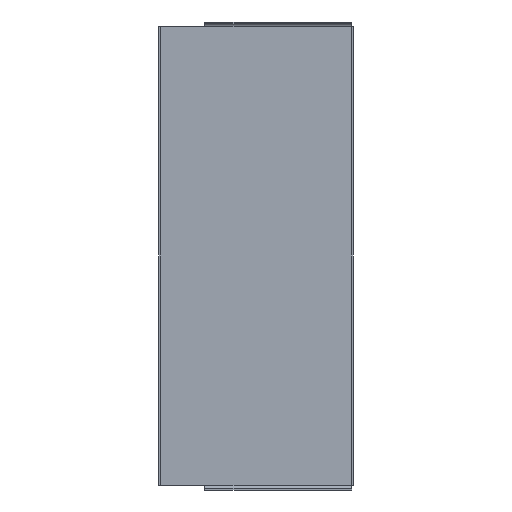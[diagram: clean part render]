
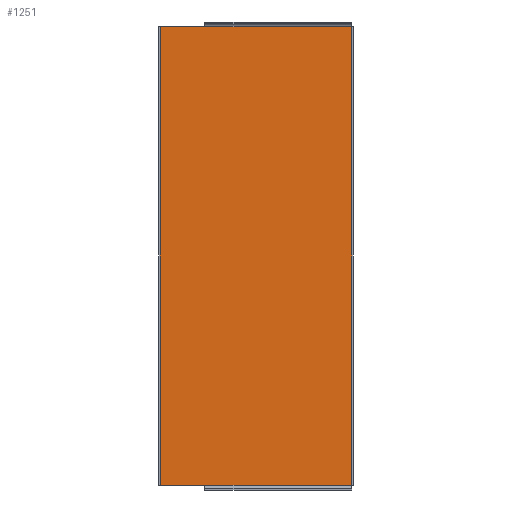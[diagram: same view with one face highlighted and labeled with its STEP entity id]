
A CAD part, left-side view. The second image highlights one B-rep face of the part: STEP entity #1251.
In plain terms, the highlighted planar face has unit normal (-1, 0, 0).
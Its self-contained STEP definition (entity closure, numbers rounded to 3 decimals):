
#31 = VERTEX_POINT ( 'NONE', #558 ) ;
#34 = VERTEX_POINT ( 'NONE', #557 ) ;
#71 = VERTEX_POINT ( 'NONE', #555 ) ;
#108 = VERTEX_POINT ( 'NONE', #550 ) ;
#189 = VERTEX_POINT ( 'NONE', #541 ) ;
#207 = ORIENTED_EDGE ( 'NONE', *, *, #944, .F. ) ;
#216 = ORIENTED_EDGE ( 'NONE', *, *, #977, .T. ) ;
#233 = VERTEX_POINT ( 'NONE', #538 ) ;
#245 = ORIENTED_EDGE ( 'NONE', *, *, #966, .F. ) ;
#283 = LINE ( 'NONE', #670, #355 ) ;
#355 = VECTOR ( 'NONE', #740, 1000. ) ;
#358 = ORIENTED_EDGE ( 'NONE', *, *, #781, .F. ) ;
#396 = ORIENTED_EDGE ( 'NONE', *, *, #953, .T. ) ;
#426 = EDGE_LOOP ( 'NONE', ( #396, #358, #245, #519, #207, #216 ) ) ;
#519 = ORIENTED_EDGE ( 'NONE', *, *, #981, .F. ) ;
#538 = CARTESIAN_POINT ( 'NONE',  ( -0.8, 64.8, -100. ) ) ;
#541 = CARTESIAN_POINT ( 'NONE',  ( -0.8, 64.8, 100. ) ) ;
#550 = CARTESIAN_POINT ( 'NONE',  ( -0.8, 0.8, -100. ) ) ;
#555 = CARTESIAN_POINT ( 'NONE',  ( -0.8, 84.2, -100. ) ) ;
#557 = CARTESIAN_POINT ( 'NONE',  ( -0.8, 0.8, 100. ) ) ;
#558 = CARTESIAN_POINT ( 'NONE',  ( -0.8, 84.2, 100. ) ) ;
#583 = DIRECTION ( 'NONE',  ( 0., -1., 0. ) ) ;
#588 = CARTESIAN_POINT ( 'NONE',  ( -0.8, 84.2, 100. ) ) ;
#593 = CARTESIAN_POINT ( 'NONE',  ( -0.8, 64.8, 100. ) ) ;
#595 = DIRECTION ( 'NONE',  ( 0., 0., -1. ) ) ;
#670 = CARTESIAN_POINT ( 'NONE',  ( -0.8, 0.8, -100. ) ) ;
#720 = AXIS2_PLACEMENT_3D ( 'NONE', #1511, #1519, #1520 ) ;
#740 = DIRECTION ( 'NONE',  ( 0., 1., 0. ) ) ;
#781 = EDGE_CURVE ( 'NONE', #108, #233, #283, .T. ) ;
#944 = EDGE_CURVE ( 'NONE', #31, #189, #1172, .T. ) ;
#953 = EDGE_CURVE ( 'NONE', #71, #233, #1160, .T. ) ;
#966 = EDGE_CURVE ( 'NONE', #34, #108, #1191, .T. ) ;
#977 = EDGE_CURVE ( 'NONE', #31, #71, #1067, .T. ) ;
#981 = EDGE_CURVE ( 'NONE', #189, #34, #1146, .T. ) ;
#1023 = FACE_OUTER_BOUND ( 'NONE', #426, .T. ) ;
#1067 = LINE ( 'NONE', #588, #1113 ) ;
#1113 = VECTOR ( 'NONE', #595, 1000. ) ;
#1146 = LINE ( 'NONE', #593, #1147 ) ;
#1147 = VECTOR ( 'NONE', #583, 1000. ) ;
#1154 = VECTOR ( 'NONE', #1283, 1000. ) ;
#1160 = LINE ( 'NONE', #1255, #1179 ) ;
#1172 = LINE ( 'NONE', #1294, #1154 ) ;
#1179 = VECTOR ( 'NONE', #1253, 1000. ) ;
#1191 = LINE ( 'NONE', #1281, #1196 ) ;
#1196 = VECTOR ( 'NONE', #1280, 1000. ) ;
#1251 = ADVANCED_FACE ( 'NONE', ( #1023 ), #1518, .F. ) ;
#1253 = DIRECTION ( 'NONE',  ( 0., -1., 0. ) ) ;
#1255 = CARTESIAN_POINT ( 'NONE',  ( -0.8, 85., -100. ) ) ;
#1280 = DIRECTION ( 'NONE',  ( 0., 0., -1. ) ) ;
#1281 = CARTESIAN_POINT ( 'NONE',  ( -0.8, 0.8, 100. ) ) ;
#1283 = DIRECTION ( 'NONE',  ( 0., -1., 0. ) ) ;
#1294 = CARTESIAN_POINT ( 'NONE',  ( -0.8, 85., 100. ) ) ;
#1511 = CARTESIAN_POINT ( 'NONE',  ( -0.8, 85., 100. ) ) ;
#1518 = PLANE ( 'NONE',  #720 ) ;
#1519 = DIRECTION ( 'NONE',  ( 1., 0., 0. ) ) ;
#1520 = DIRECTION ( 'NONE',  ( 0., 1., 0. ) ) ;
